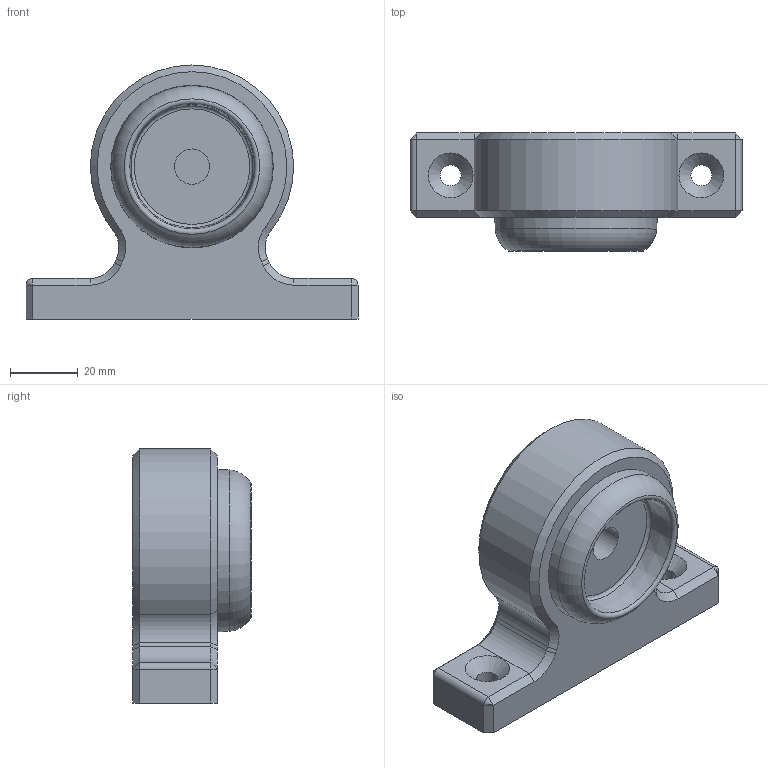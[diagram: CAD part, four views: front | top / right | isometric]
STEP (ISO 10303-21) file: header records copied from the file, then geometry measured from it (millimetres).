
FILE_DESCRIPTION(/* description */ ('STEP AP242','CAx-IF Rec.Pracs.---Representation and Presentation of Product Manufacturing Information (PMI)---4.0---2014-10-13','CAx-IF Rec.Pracs.---3D Tessellated Geometry---0.4---2014-09-14','2;1'),/* implementation_level */ '2;1');
FILE_NAME(/* name */ 'MOBILITE V6 FULL 360 - 360 PIED MALE',/* time_stamp */ '2025-03-12T13:01:56Z',/* author */ (''),/* organization */ (''),/* preprocessor_version */ 'ST-DEVELOPER v20',/* originating_system */ 'ONSHAPE BY PTC INC, 1.194',/* authorisation */ ' ');
FILE_SCHEMA (('AP242_MANAGED_MODEL_BASED_3D_ENGINEERING_MIM_LF { 1 0 10303 442 1 1 4 }'));
Length unit declared in the file: metre
Products named in the file (1): 360 PIED MALE
Bounding box: 98 x 34.98 x 75 mm (x, y, z)
Volume: 110033.4 mm3; surface area: 19222.3 mm2
Topology: 1 solids, 1 shells, 54 faces, 123 edges, 69 vertices
Faces by surface type: plane 23, cone 18, cylinder 10, torus 3
Full cylindrical faces by diameter (mm): 6.2 x2, 10.4 x1
Entity records: 1406 total; most frequent: DIRECTION 254, CARTESIAN_POINT 227, ORIENTED_EDGE 212, EDGE_CURVE 106, AXIS2_PLACEMENT_3D 93, EDGE_LOOP 70, FACE_BOUND 70, LINE 68
